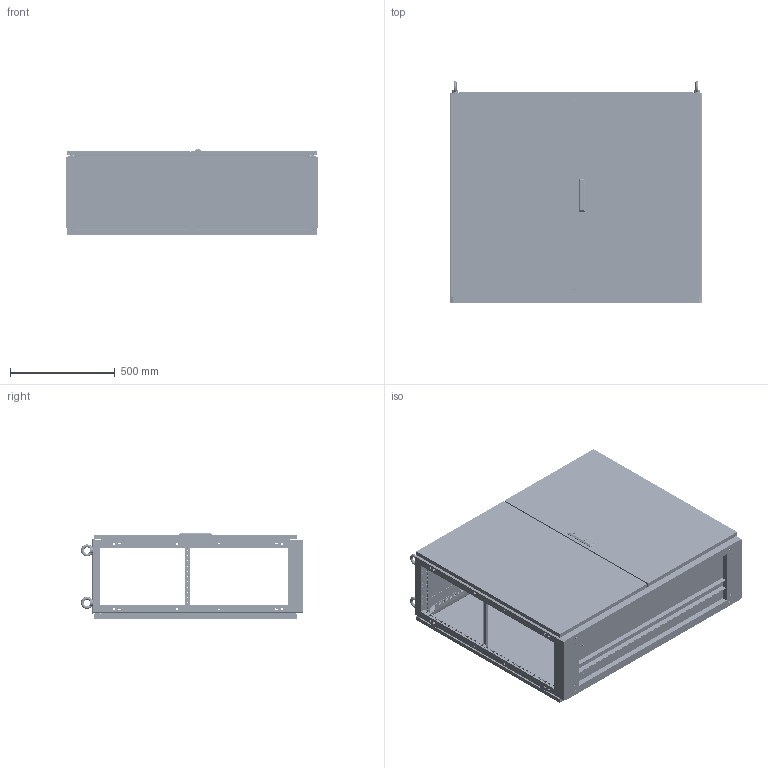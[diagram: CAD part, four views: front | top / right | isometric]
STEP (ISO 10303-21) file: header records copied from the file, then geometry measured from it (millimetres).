
FILE_DESCRIPTION (( 'STEP AP214' ), '1' );
FILE_NAME ('0395-1210-40-07.step', '2022-07-12T04:51:43', ( '' ), ( '' ), 'SwSTEP 2.0', 'SolidWorks 2019', '' );
FILE_SCHEMA (( 'AUTOMOTIVE_DESIGN' ));
Length unit declared in the file: millimetre
Products named in the file (9): Tiefenstrebe_s_0396-0006-40-00; TuerGG_s_0395-1210-02-97; Dachplatte_as_0395-1200-40-07; Tuer2_s_0395-1210-05-97; Rueckwand_s_0395-1210-03-97; TuerLP_s_0395-1210-01-97; Bodenplattensatz_s_0396-1200-40-03; Korpus_as_1210-40; 0395-1210-40-07
Assembly tree (9 placements, depth 3):
  0395-1210-40-07
    Korpus_as_1210-40
    Tuer2_s_0395-1210-05-97
      TuerGG_s_0395-1210-02-97
      TuerLP_s_0395-1210-01-97
    Dachplatte_as_0395-1200-40-07
    Rueckwand_s_0395-1210-03-97
    Bodenplattensatz_s_0396-1200-40-03
    Tiefenstrebe_s_0396-0006-40-00  x2
Bounding box: 1200 x 1057.99 x 408.5 mm (x, y, z)
Volume: 10515912.2 mm3; surface area: 10853777.8 mm2
Topology: 63 solids, 63 shells, 7262 faces, 19947 edges, 13214 vertices
Faces by surface type: plane 4264, cylinder 2714, cone 236, torus 24, bspline 24
Entity records: 266895 total; most frequent: CARTESIAN_POINT 42543, ORIENTED_EDGE 39414, DIRECTION 39348, EDGE_CURVE 19707, VECTOR 13650, LINE 13650, VERTEX_POINT 13056, AXIS2_PLACEMENT_3D 12849
